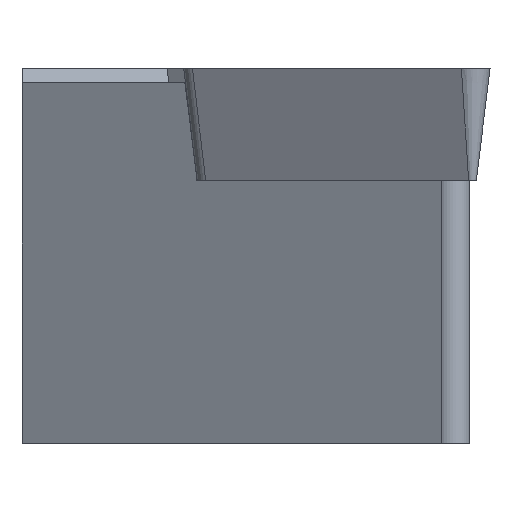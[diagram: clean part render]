
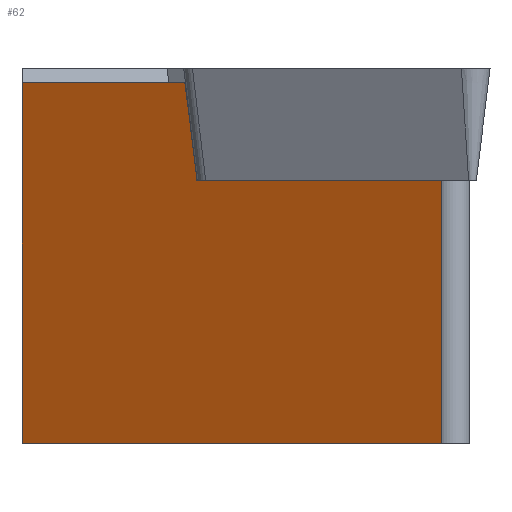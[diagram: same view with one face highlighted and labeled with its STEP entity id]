
A CAD part, left-side view. The second image highlights one B-rep face of the part: STEP entity #62.
In plain terms, the highlighted planar face has unit normal (-0.848, 0.53, 0).
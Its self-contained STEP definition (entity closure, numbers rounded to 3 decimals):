
#62=ADVANCED_FACE('',(#105),#85,.F.);
#85=PLANE('',#476);
#105=FACE_OUTER_BOUND('',#129,.T.);
#129=EDGE_LOOP('',(#167,#168,#169,#170,#171,#172));
#167=ORIENTED_EDGE('',*,*,#325,.F.);
#168=ORIENTED_EDGE('',*,*,#316,.F.);
#169=ORIENTED_EDGE('',*,*,#326,.F.);
#170=ORIENTED_EDGE('',*,*,#327,.F.);
#171=ORIENTED_EDGE('',*,*,#323,.F.);
#172=ORIENTED_EDGE('',*,*,#328,.F.);
#270=VERTEX_POINT('',#627);
#276=VERTEX_POINT('',#638);
#281=VERTEX_POINT('',#652);
#282=VERTEX_POINT('',#654);
#283=VERTEX_POINT('',#658);
#284=VERTEX_POINT('',#660);
#316=EDGE_CURVE('',#276,#270,#376,.T.);
#323=EDGE_CURVE('',#281,#282,#382,.T.);
#325=EDGE_CURVE('',#270,#283,#383,.T.);
#326=EDGE_CURVE('',#284,#276,#384,.T.);
#327=EDGE_CURVE('',#282,#284,#385,.T.);
#328=EDGE_CURVE('',#283,#281,#386,.T.);
#376=LINE('',#639,#426);
#382=LINE('',#653,#432);
#383=LINE('',#657,#433);
#384=LINE('',#659,#434);
#385=LINE('',#661,#435);
#386=LINE('',#662,#436);
#426=VECTOR('',#513,1.);
#432=VECTOR('',#525,1.);
#433=VECTOR('',#530,1.);
#434=VECTOR('',#531,1.);
#435=VECTOR('',#532,1.);
#436=VECTOR('',#533,1.);
#476=AXIS2_PLACEMENT_3D('',#663,#534,#535);
#513=DIRECTION('',(-0.53,-0.848,0.));
#525=DIRECTION('',(0.,0.,-1.));
#530=DIRECTION('',(-0.079,-0.126,-0.989));
#531=DIRECTION('',(0.,0.,1.));
#532=DIRECTION('',(0.53,0.848,0.));
#533=DIRECTION('',(-0.53,-0.848,0.));
#534=DIRECTION('',(0.848,-0.53,0.));
#535=DIRECTION('',(0.53,0.848,0.));
#627=CARTESIAN_POINT('',(4.212,-3.479,-0.3));
#638=CARTESIAN_POINT('',(6.386,0.,-0.3));
#639=CARTESIAN_POINT('',(0.789,-8.957,-0.3));
#652=CARTESIAN_POINT('',(0.789,-8.957,-2.38));
#653=CARTESIAN_POINT('',(0.789,-8.957,-30.));
#654=CARTESIAN_POINT('',(0.789,-8.957,-8.));
#657=CARTESIAN_POINT('',(1.83,-7.292,-30.294));
#658=CARTESIAN_POINT('',(4.047,-3.743,-2.38));
#659=CARTESIAN_POINT('',(6.386,0.,-30.));
#660=CARTESIAN_POINT('',(6.386,0.,-8.));
#661=CARTESIAN_POINT('',(0.789,-8.957,-8.));
#662=CARTESIAN_POINT('',(0.789,-8.957,-2.38));
#663=CARTESIAN_POINT('',(0.789,-8.957,-30.));
